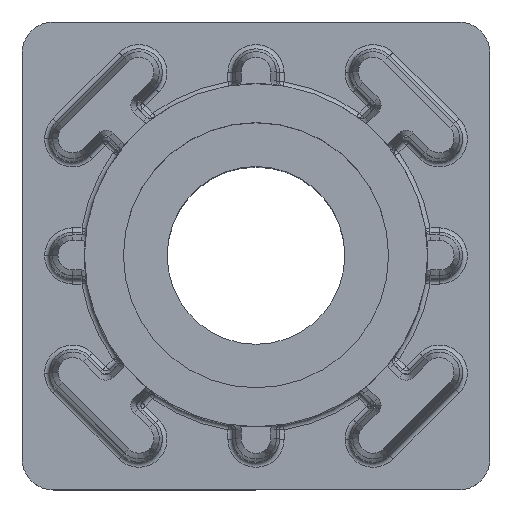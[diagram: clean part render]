
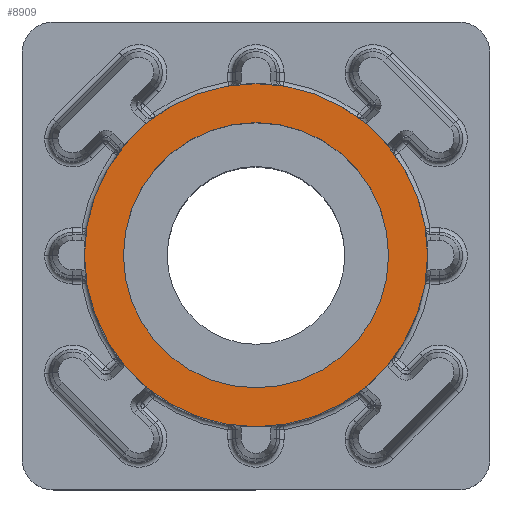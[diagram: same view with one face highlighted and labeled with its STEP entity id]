
A CAD part, top view. The second image highlights one B-rep face of the part: STEP entity #8909.
In plain terms, the highlighted planar face has unit normal (0, 0, 1).
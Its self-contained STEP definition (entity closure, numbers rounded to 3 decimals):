
#227 = FACE_OUTER_BOUND ( 'NONE', #11320, .T. ) ;
#441 = DIRECTION ( 'NONE',  ( 1., 0., 0. ) ) ;
#706 = VERTEX_POINT ( 'NONE', #3466 ) ;
#760 = AXIS2_PLACEMENT_3D ( 'NONE', #7298, #1889, #8207 ) ;
#1139 = EDGE_CURVE ( 'NONE', #706, #10432, #5388, .T. ) ;
#1213 = VERTEX_POINT ( 'NONE', #5983 ) ;
#1889 = DIRECTION ( 'NONE',  ( 0., 0., 1. ) ) ;
#1963 = CIRCLE ( 'NONE', #4040, 11. ) ;
#2098 = DIRECTION ( 'NONE',  ( 0., 0., 1. ) ) ;
#2232 = PLANE ( 'NONE',  #2690 ) ;
#2690 = AXIS2_PLACEMENT_3D ( 'NONE', #4056, #5876, #441 ) ;
#3044 = CARTESIAN_POINT ( 'NONE',  ( 0., 0., 33. ) ) ;
#3466 = CARTESIAN_POINT ( 'NONE',  ( -11., 0., 33. ) ) ;
#3972 = DIRECTION ( 'NONE',  ( 1., 0., 0. ) ) ;
#4040 = AXIS2_PLACEMENT_3D ( 'NONE', #4316, #10622, #5231 ) ;
#4056 = CARTESIAN_POINT ( 'NONE',  ( 0., 0., 33. ) ) ;
#4316 = CARTESIAN_POINT ( 'NONE',  ( 0., 0., 33. ) ) ;
#4735 = AXIS2_PLACEMENT_3D ( 'NONE', #3044, #9365, #3972 ) ;
#4941 = VERTEX_POINT ( 'NONE', #9304 ) ;
#5231 = DIRECTION ( 'NONE',  ( 1., 0., 0. ) ) ;
#5388 = CIRCLE ( 'NONE', #9275, 11. ) ;
#5542 = CIRCLE ( 'NONE', #4735, 8.5 ) ;
#5876 = DIRECTION ( 'NONE',  ( 0., 0., 1. ) ) ;
#5923 = ORIENTED_EDGE ( 'NONE', *, *, #1139, .T. ) ;
#5983 = CARTESIAN_POINT ( 'NONE',  ( -8.5, 0., 33. ) ) ;
#6387 = EDGE_LOOP ( 'NONE', ( #7013, #9500 ) ) ;
#6889 = EDGE_CURVE ( 'NONE', #4941, #1213, #5542, .T. ) ;
#6914 = CIRCLE ( 'NONE', #760, 8.5 ) ;
#7013 = ORIENTED_EDGE ( 'NONE', *, *, #7710, .F. ) ;
#7298 = CARTESIAN_POINT ( 'NONE',  ( 0., 0., 33. ) ) ;
#7469 = FACE_BOUND ( 'NONE', #6387, .T. ) ;
#7519 = CARTESIAN_POINT ( 'NONE',  ( 0., 0., 33. ) ) ;
#7530 = EDGE_CURVE ( 'NONE', #10432, #706, #1963, .T. ) ;
#7710 = EDGE_CURVE ( 'NONE', #1213, #4941, #6914, .T. ) ;
#8207 = DIRECTION ( 'NONE',  ( 1., 0., 0. ) ) ;
#8407 = DIRECTION ( 'NONE',  ( 1., 0., 0. ) ) ;
#8653 = CARTESIAN_POINT ( 'NONE',  ( 11., 0., 33. ) ) ;
#8909 = ADVANCED_FACE ( 'NONE', ( #7469, #227 ), #2232, .T. ) ;
#8939 = ORIENTED_EDGE ( 'NONE', *, *, #7530, .T. ) ;
#9275 = AXIS2_PLACEMENT_3D ( 'NONE', #7519, #2098, #8407 ) ;
#9304 = CARTESIAN_POINT ( 'NONE',  ( 8.5, 0., 33. ) ) ;
#9365 = DIRECTION ( 'NONE',  ( 0., 0., 1. ) ) ;
#9500 = ORIENTED_EDGE ( 'NONE', *, *, #6889, .F. ) ;
#10432 = VERTEX_POINT ( 'NONE', #8653 ) ;
#10622 = DIRECTION ( 'NONE',  ( 0., 0., 1. ) ) ;
#11320 = EDGE_LOOP ( 'NONE', ( #5923, #8939 ) ) ;
